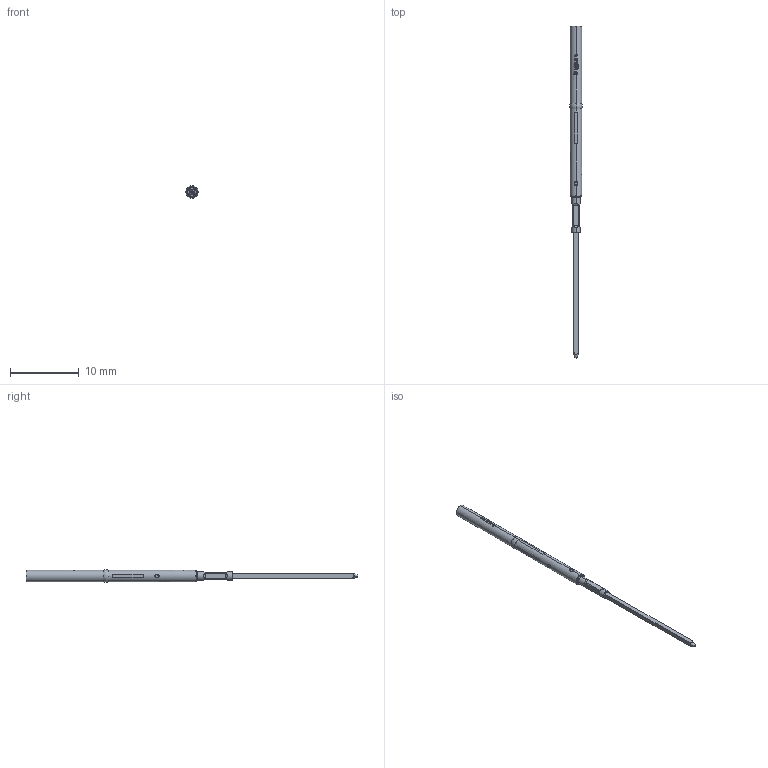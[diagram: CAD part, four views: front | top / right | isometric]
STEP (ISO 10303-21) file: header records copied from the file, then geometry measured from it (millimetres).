
FILE_DESCRIPTION (( 'STEP AP203' ), '1' );
FILE_NAME ('INGUN_KS-100_47_G12-18.STEP', '2022-02-09T05:14:45', ( 'ochi' ), ( '' ), 'SwSTEP 2.0', 'SolidWorks 2018', '' );
FILE_SCHEMA (( 'CONFIG_CONTROL_DESIGN' ));
Length unit declared in the file: millimetre
Products named in the file (1): INGUN_KS-100_47_G12-18
Bounding box: 1.79 x 48.2 x 1.8 mm (x, y, z)
Volume: 66 mm3; surface area: 197.7 mm2
Topology: 1 solids, 1 shells, 154 faces, 422 edges, 278 vertices
Faces by surface type: plane 75, bspline 46, cylinder 25, torus 6, cone 2
Entity records: 6186 total; most frequent: CARTESIAN_POINT 2606, ORIENTED_EDGE 844, DIRECTION 586, EDGE_CURVE 422, VERTEX_POINT 278, AXIS2_PLACEMENT_3D 223, EDGE_LOOP 162, FACE_OUTER_BOUND 154
